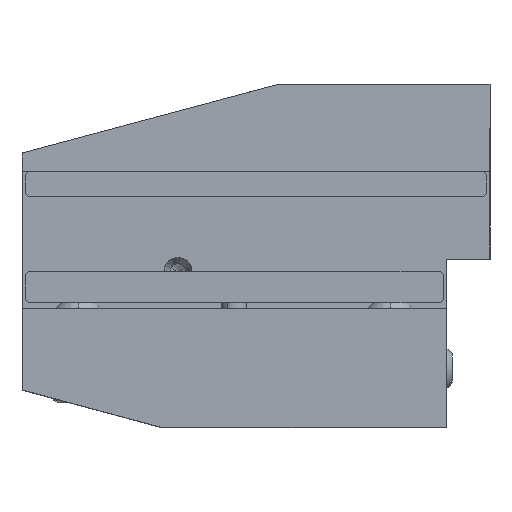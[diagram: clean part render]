
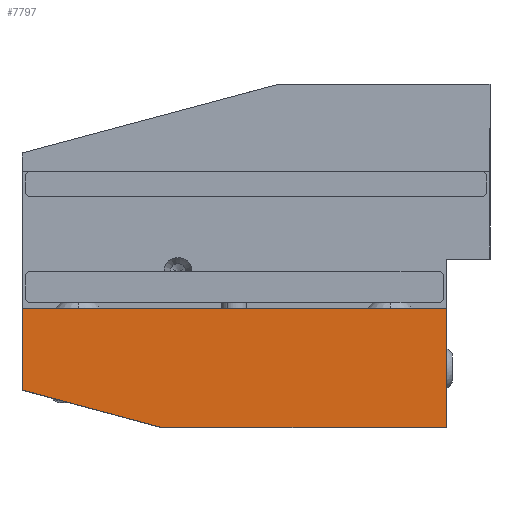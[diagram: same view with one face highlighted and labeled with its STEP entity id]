
A CAD part, top view. The second image highlights one B-rep face of the part: STEP entity #7797.
In plain terms, the highlighted planar face has unit normal (0, 0, 1).
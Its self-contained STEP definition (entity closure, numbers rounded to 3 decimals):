
#379 = ORIENTED_EDGE ( 'NONE', *, *, #5486, .T. ) ;
#564 = LINE ( 'NONE', #7757, #4649 ) ;
#791 = DIRECTION ( 'NONE',  ( 0., 0., 1. ) ) ;
#835 = CARTESIAN_POINT ( 'NONE',  ( -107.271, -39.506, 103.13 ) ) ;
#959 = EDGE_CURVE ( 'NONE', #4142, #2839, #1223, .T. ) ;
#1104 = VERTEX_POINT ( 'NONE', #8884 ) ;
#1223 = LINE ( 'NONE', #7762, #5750 ) ;
#1269 = CARTESIAN_POINT ( 'NONE',  ( -129.663, -39.506, 103.13 ) ) ;
#2032 = EDGE_CURVE ( 'NONE', #1104, #4353, #7768, .T. ) ;
#2224 = AXIS2_PLACEMENT_3D ( 'NONE', #2292, #791, #6601 ) ;
#2292 = CARTESIAN_POINT ( 'NONE',  ( -129.663, -39.506, 103.13 ) ) ;
#2839 = VERTEX_POINT ( 'NONE', #5393 ) ;
#3547 = CARTESIAN_POINT ( 'NONE',  ( -61.663, -39.506, 103.13 ) ) ;
#3609 = DIRECTION ( 'NONE',  ( 0., -1., 0. ) ) ;
#3988 = VECTOR ( 'NONE', #4933, 1000. ) ;
#4142 = VERTEX_POINT ( 'NONE', #6526 ) ;
#4353 = VERTEX_POINT ( 'NONE', #3547 ) ;
#4603 = EDGE_CURVE ( 'NONE', #4142, #1104, #5228, .T. ) ;
#4649 = VECTOR ( 'NONE', #7140, 1000. ) ;
#4798 = ORIENTED_EDGE ( 'NONE', *, *, #2032, .F. ) ;
#4933 = DIRECTION ( 'NONE',  ( 1., 0., 0. ) ) ;
#5136 = CARTESIAN_POINT ( 'NONE',  ( -61.663, -39.506, 103.13 ) ) ;
#5187 = ORIENTED_EDGE ( 'NONE', *, *, #4603, .F. ) ;
#5228 = LINE ( 'NONE', #6210, #7713 ) ;
#5393 = CARTESIAN_POINT ( 'NONE',  ( -129.663, -33.506, 103.13 ) ) ;
#5486 = EDGE_CURVE ( 'NONE', #8416, #4353, #8043, .T. ) ;
#5575 = ORIENTED_EDGE ( 'NONE', *, *, #959, .T. ) ;
#5750 = VECTOR ( 'NONE', #7795, 1000. ) ;
#6114 = DIRECTION ( 'NONE',  ( 1., 0., 0. ) ) ;
#6210 = CARTESIAN_POINT ( 'NONE',  ( -129.663, -20.506, 103.13 ) ) ;
#6266 = EDGE_LOOP ( 'NONE', ( #7611, #379, #4798, #5187, #5575 ) ) ;
#6526 = CARTESIAN_POINT ( 'NONE',  ( -129.663, -20.506, 103.13 ) ) ;
#6601 = DIRECTION ( 'NONE',  ( 1., 0., 0. ) ) ;
#6631 = PLANE ( 'NONE',  #2224 ) ;
#7140 = DIRECTION ( 'NONE',  ( -0.966, 0.259, 0. ) ) ;
#7168 = EDGE_CURVE ( 'NONE', #8416, #2839, #564, .T. ) ;
#7453 = FACE_OUTER_BOUND ( 'NONE', #6266, .T. ) ;
#7611 = ORIENTED_EDGE ( 'NONE', *, *, #7168, .F. ) ;
#7713 = VECTOR ( 'NONE', #6114, 1000. ) ;
#7757 = CARTESIAN_POINT ( 'NONE',  ( -129.663, -33.506, 103.13 ) ) ;
#7762 = CARTESIAN_POINT ( 'NONE',  ( -129.663, 15.494, 103.13 ) ) ;
#7768 = LINE ( 'NONE', #5136, #9267 ) ;
#7795 = DIRECTION ( 'NONE',  ( 0., -1., 0. ) ) ;
#7797 = ADVANCED_FACE ( 'NONE', ( #7453 ), #6631, .T. ) ;
#8043 = LINE ( 'NONE', #1269, #3988 ) ;
#8416 = VERTEX_POINT ( 'NONE', #835 ) ;
#8884 = CARTESIAN_POINT ( 'NONE',  ( -61.663, -20.506, 103.13 ) ) ;
#9267 = VECTOR ( 'NONE', #3609, 1000. ) ;
